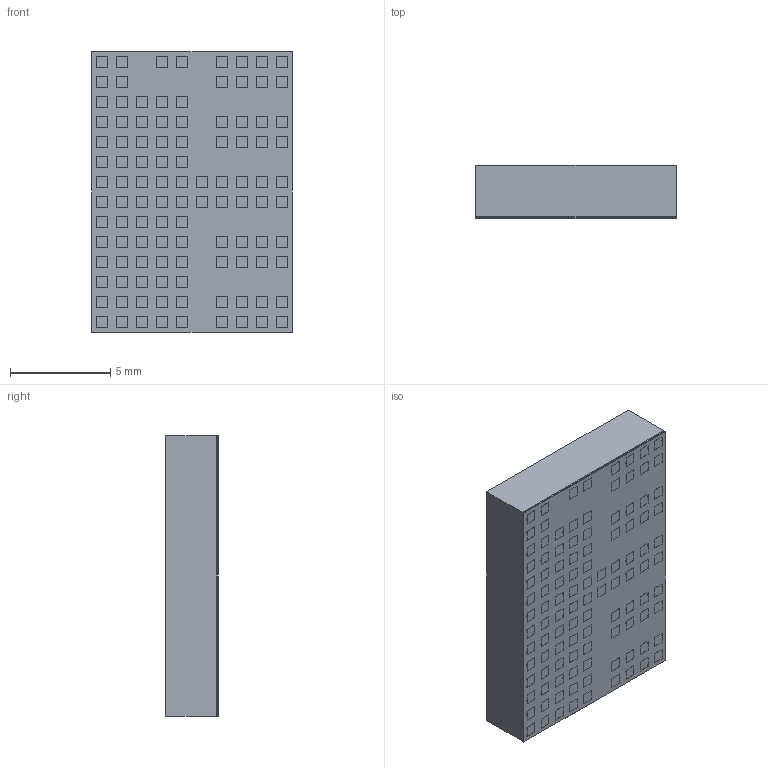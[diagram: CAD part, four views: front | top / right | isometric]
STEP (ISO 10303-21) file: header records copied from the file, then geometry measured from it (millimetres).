
FILE_DESCRIPTION (( 'STEP AP214' ), '1' );
FILE_NAME ('PI3740-00-LGIZ.STEP', '2022-01-09T21:04:31', ( '' ), ( '' ), 'SwSTEP 2.0', 'SolidWorks 2017', '' );
FILE_SCHEMA (( 'AUTOMOTIVE_DESIGN' ));
Length unit declared in the file: millimetre
Products named in the file (1): PI3740-00-LGIZ
Bounding box: 10 x 2.63 x 14 mm (x, y, z)
Surface area: 752.1 mm2
Topology: 111 solids, 111 shells, 1639 faces, 3924 edges, 2616 vertices
Faces by surface type: plane 1635, cylinder 4
Entity records: 47942 total; most frequent: CARTESIAN_POINT 8180, ORIENTED_EDGE 7848, DIRECTION 7212, EDGE_CURVE 3924, VECTOR 3916, LINE 3916, VERTEX_POINT 2616, EDGE_LOOP 1964
